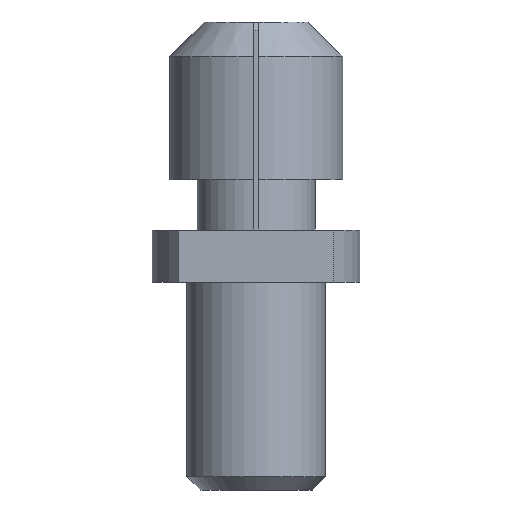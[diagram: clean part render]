
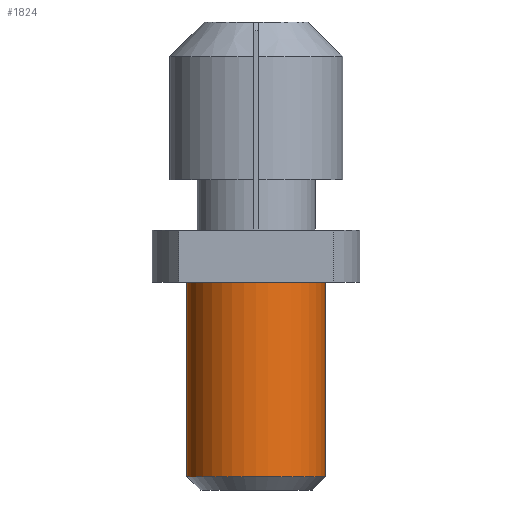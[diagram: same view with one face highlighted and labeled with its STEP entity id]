
A CAD part, left-side view. The second image highlights one B-rep face of the part: STEP entity #1824.
In plain terms, the highlighted cylindrical face has radius 4 mm (diameter 8 mm), a partial arc.
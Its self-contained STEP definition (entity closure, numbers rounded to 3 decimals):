
#59 = CARTESIAN_POINT ( 'NONE',  ( 0., 4., -12. ) ) ;
#85 = EDGE_CURVE ( 'NONE', #537, #1202, #822, .T. ) ;
#144 = EDGE_CURVE ( 'NONE', #1202, #1167, #1724, .T. ) ;
#238 = AXIS2_PLACEMENT_3D ( 'NONE', #1042, #1342, #1655 ) ;
#239 = DIRECTION ( 'NONE',  ( 0., 1., 0. ) ) ;
#250 = DIRECTION ( 'NONE',  ( 0., 0., -1. ) ) ;
#308 = CIRCLE ( 'NONE', #1695, 4. ) ;
#459 = CARTESIAN_POINT ( 'NONE',  ( 0., 0., 0. ) ) ;
#466 = FACE_OUTER_BOUND ( 'NONE', #716, .T. ) ;
#488 = CARTESIAN_POINT ( 'NONE',  ( 0., -4., -11.233 ) ) ;
#491 = CARTESIAN_POINT ( 'NONE',  ( 0., -4., 0. ) ) ;
#537 = VERTEX_POINT ( 'NONE', #491 ) ;
#686 = ORIENTED_EDGE ( 'NONE', *, *, #85, .T. ) ;
#716 = EDGE_LOOP ( 'NONE', ( #1346, #686, #1598, #1564, #1761 ) ) ;
#763 = DIRECTION ( 'NONE',  ( 0., 0., -1. ) ) ;
#781 = EDGE_CURVE ( 'NONE', #1146, #1044, #308, .T. ) ;
#822 = CIRCLE ( 'NONE', #1135, 4. ) ;
#879 = DIRECTION ( 'NONE',  ( 0., 1., 0. ) ) ;
#1015 = VECTOR ( 'NONE', #1775, 1000. ) ;
#1035 = CYLINDRICAL_SURFACE ( 'NONE', #1539, 4. ) ;
#1042 = CARTESIAN_POINT ( 'NONE',  ( 0., 0., 0. ) ) ;
#1044 = VERTEX_POINT ( 'NONE', #1061 ) ;
#1058 = CARTESIAN_POINT ( 'NONE',  ( 0., 0., -12. ) ) ;
#1061 = CARTESIAN_POINT ( 'NONE',  ( 0., 4., -11.233 ) ) ;
#1076 = DIRECTION ( 'NONE',  ( 0., 0., -1. ) ) ;
#1120 = CARTESIAN_POINT ( 'NONE',  ( 0., 4., 0. ) ) ;
#1135 = AXIS2_PLACEMENT_3D ( 'NONE', #459, #763, #1526 ) ;
#1146 = VERTEX_POINT ( 'NONE', #488 ) ;
#1148 = CARTESIAN_POINT ( 'NONE',  ( 0., -4., -12. ) ) ;
#1158 = LINE ( 'NONE', #59, #1603 ) ;
#1167 = VERTEX_POINT ( 'NONE', #1120 ) ;
#1202 = VERTEX_POINT ( 'NONE', #1556 ) ;
#1271 = EDGE_CURVE ( 'NONE', #1167, #1044, #1158, .T. ) ;
#1306 = EDGE_CURVE ( 'NONE', #537, #1146, #1486, .T. ) ;
#1342 = DIRECTION ( 'NONE',  ( 0., 0., -1. ) ) ;
#1346 = ORIENTED_EDGE ( 'NONE', *, *, #1306, .F. ) ;
#1464 = DIRECTION ( 'NONE',  ( 0., 0., -1. ) ) ;
#1486 = LINE ( 'NONE', #1148, #1015 ) ;
#1526 = DIRECTION ( 'NONE',  ( 0., 1., 0. ) ) ;
#1539 = AXIS2_PLACEMENT_3D ( 'NONE', #1058, #1076, #879 ) ;
#1556 = CARTESIAN_POINT ( 'NONE',  ( -4., 0., 0. ) ) ;
#1564 = ORIENTED_EDGE ( 'NONE', *, *, #1271, .T. ) ;
#1598 = ORIENTED_EDGE ( 'NONE', *, *, #144, .T. ) ;
#1603 = VECTOR ( 'NONE', #1464, 1000. ) ;
#1625 = CARTESIAN_POINT ( 'NONE',  ( 0., 0., -11.233 ) ) ;
#1655 = DIRECTION ( 'NONE',  ( 0., -1., 0. ) ) ;
#1695 = AXIS2_PLACEMENT_3D ( 'NONE', #1625, #250, #239 ) ;
#1724 = CIRCLE ( 'NONE', #238, 4. ) ;
#1761 = ORIENTED_EDGE ( 'NONE', *, *, #781, .F. ) ;
#1775 = DIRECTION ( 'NONE',  ( 0., 0., -1. ) ) ;
#1824 = ADVANCED_FACE ( 'NONE', ( #466 ), #1035, .T. ) ;
